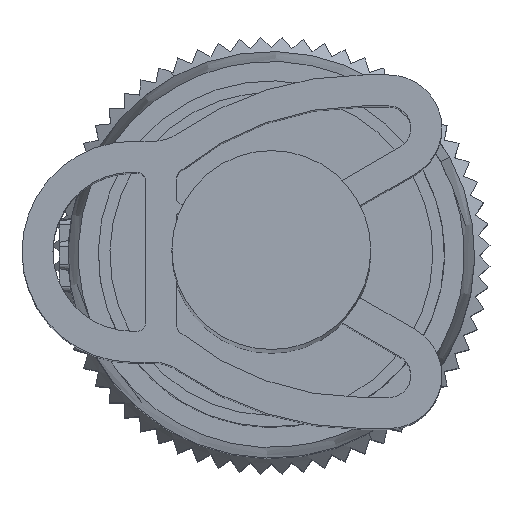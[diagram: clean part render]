
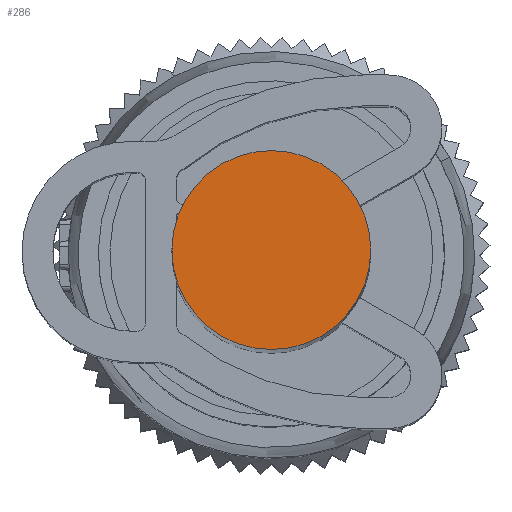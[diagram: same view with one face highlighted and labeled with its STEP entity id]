
A CAD part, top view. The second image highlights one B-rep face of the part: STEP entity #286.
In plain terms, the highlighted planar face has unit normal (0, 0, 1).
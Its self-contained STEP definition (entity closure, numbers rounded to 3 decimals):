
#47=AXIS2_PLACEMENT_3D('Circle Axis2P3D',#45,#46,$) ;
#182=AXIS2_PLACEMENT_3D('Circle Axis2P3D',#180,#181,$) ;
#280=AXIS2_PLACEMENT_3D('Plane Axis2P3D',#277,#278,#279) ;
#42=CARTESIAN_POINT('Vertex',(3.393,4.948,87.3)) ;
#45=CARTESIAN_POINT('Axis2P3D Location',(5.643,4.948,87.3)) ;
#49=CARTESIAN_POINT('Vertex',(7.893,4.948,87.3)) ;
#180=CARTESIAN_POINT('Axis2P3D Location',(5.643,4.948,87.3)) ;
#277=CARTESIAN_POINT('Axis2P3D Location',(-0.299,0.,87.3)) ;
#46=DIRECTION('Axis2P3D Direction',(0.,0.,1.)) ;
#181=DIRECTION('Axis2P3D Direction',(0.,0.,1.)) ;
#278=DIRECTION('Axis2P3D Direction',(0.,0.,1.)) ;
#279=DIRECTION('Axis2P3D XDirection',(1.,0.,0.)) ;
#283=ORIENTED_EDGE('',*,*,#51,.T.) ;
#284=ORIENTED_EDGE('',*,*,#184,.T.) ;
#286=ADVANCED_FACE('Hauptk\X2\00F6\X0\rper',(#285),#281,.T.) ;
#48=CIRCLE('generated circle',#47,2.25) ;
#183=CIRCLE('generated circle',#182,2.25) ;
#51=EDGE_CURVE('',#50,#43,#48,.T.) ;
#184=EDGE_CURVE('',#43,#50,#183,.T.) ;
#282=EDGE_LOOP('',(#283,#284)) ;
#285=FACE_OUTER_BOUND('',#282,.T.) ;
#281=PLANE('',#280) ;
#43=VERTEX_POINT('',#42) ;
#50=VERTEX_POINT('',#49) ;
